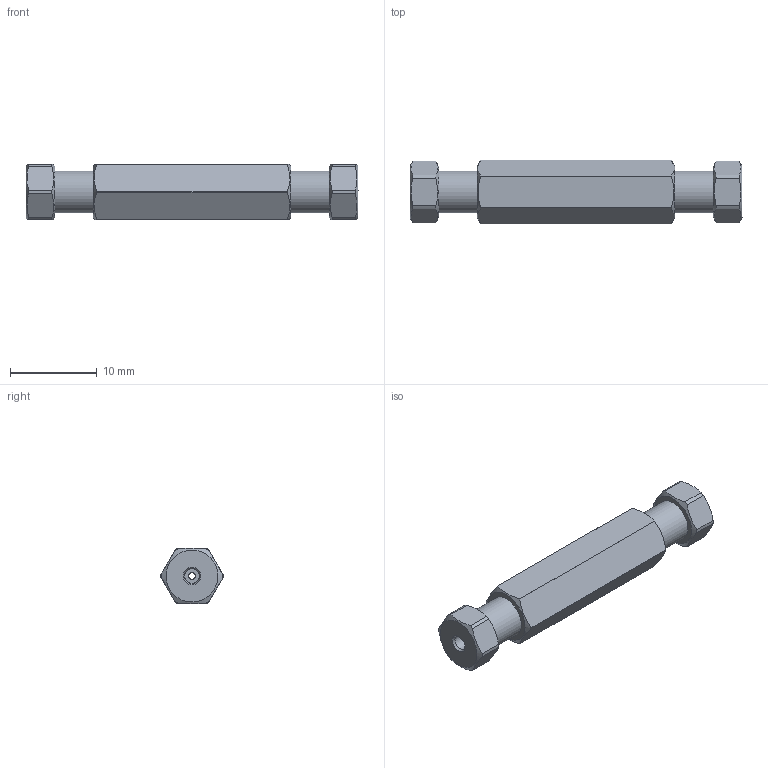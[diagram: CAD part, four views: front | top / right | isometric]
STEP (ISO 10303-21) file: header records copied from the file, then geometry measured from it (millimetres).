
FILE_DESCRIPTION((''),'2;1');
FILE_NAME('305104-ZU1 Internal union.stp','2013-08-23T15:27:47',('Franzp'),(''),'Autodesk Inventor 2013','Autodesk Inventor 2013','');
FILE_SCHEMA(('AUTOMOTIVE_DESIGN { 1 0 10303 214 1 1 1 1 }'));
Length unit declared in the file: millimetre
Products named in the file (1): 305104_Shrinkwrap_1
Bounding box: 38.31 x 7.33 x 6.35 mm (x, y, z)
Surface area: 1106.9 mm2 (no closed solid volume)
Topology: 0 solids, 5 shells, 52 faces, 154 edges, 104 vertices
Faces by surface type: plane 26, cylinder 16, cone 10
Full cylindrical faces by diameter (mm): 1.727 x2, 4.826 x2
Entity records: 1675 total; most frequent: CARTESIAN_POINT 353, DIRECTION 262, ORIENTED_EDGE 230, EDGE_CURVE 132, AXIS2_PLACEMENT_3D 113, VERTEX_POINT 96, EDGE_LOOP 74, CIRCLE 60
